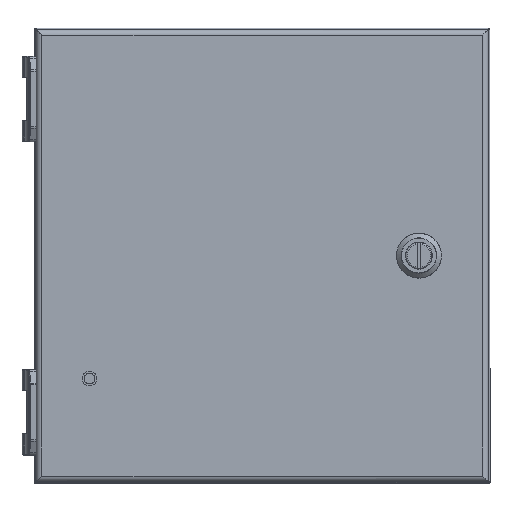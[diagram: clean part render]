
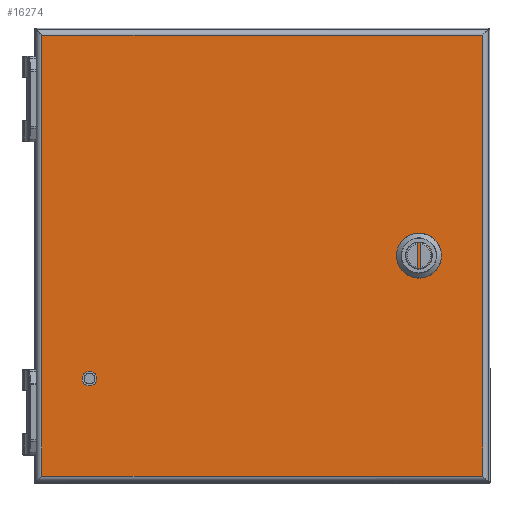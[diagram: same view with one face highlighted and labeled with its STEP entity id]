
A CAD part, top view. The second image highlights one B-rep face of the part: STEP entity #16274.
In plain terms, the highlighted planar face has unit normal (0, 0, 1).
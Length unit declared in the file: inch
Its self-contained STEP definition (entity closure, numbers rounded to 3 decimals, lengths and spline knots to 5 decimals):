
#1878 = VECTOR ( 'NONE', #44305, 39.37008 ) ;
#2406 = ORIENTED_EDGE ( 'NONE', *, *, #48474, .T. ) ;
#7862 = EDGE_LOOP ( 'NONE', ( #31623, #30402, #23306, #2406 ) ) ;
#11436 = VECTOR ( 'NONE', #18459, 39.37008 ) ;
#13210 = FACE_OUTER_BOUND ( 'NONE', #7862, .T. ) ;
#13473 = CARTESIAN_POINT ( 'NONE',  ( 3.87103, 3.87157, 6.18453 ) ) ;
#14201 = DIRECTION ( 'NONE',  ( 1., 0., 0. ) ) ;
#16274 = ADVANCED_FACE ( 'NONE', ( #13210 ), #23564, .T. ) ;
#17903 = CARTESIAN_POINT ( 'NONE',  ( 0., 0., 6.18453 ) ) ;
#18459 = DIRECTION ( 'NONE',  ( 0., 1., 0. ) ) ;
#19520 = CARTESIAN_POINT ( 'NONE',  ( -3.87212, 0., 6.18453 ) ) ;
#20641 = EDGE_CURVE ( 'NONE', #35234, #57206, #35482, .T. ) ;
#22839 = CARTESIAN_POINT ( 'NONE',  ( 3.87103, -3.87157, 6.18453 ) ) ;
#23306 = ORIENTED_EDGE ( 'NONE', *, *, #20641, .T. ) ;
#23564 = PLANE ( 'NONE',  #38421 ) ;
#23668 = LINE ( 'NONE', #65271, #45049 ) ;
#23993 = DIRECTION ( 'NONE',  ( 1., 0., 0. ) ) ;
#24111 = LINE ( 'NONE', #28800, #11436 ) ;
#24639 = LINE ( 'NONE', #43989, #1878 ) ;
#28800 = CARTESIAN_POINT ( 'NONE',  ( 3.87103, 0., 6.18453 ) ) ;
#30239 = CARTESIAN_POINT ( 'NONE',  ( -3.87212, 3.87157, 6.18453 ) ) ;
#30402 = ORIENTED_EDGE ( 'NONE', *, *, #42248, .T. ) ;
#31623 = ORIENTED_EDGE ( 'NONE', *, *, #42019, .T. ) ;
#33543 = CARTESIAN_POINT ( 'NONE',  ( -3.87212, -3.87157, 6.18453 ) ) ;
#33675 = VERTEX_POINT ( 'NONE', #13473 ) ;
#35234 = VERTEX_POINT ( 'NONE', #30239 ) ;
#35482 = LINE ( 'NONE', #19520, #44607 ) ;
#38421 = AXIS2_PLACEMENT_3D ( 'NONE', #17903, #64845, #14201 ) ;
#42019 = EDGE_CURVE ( 'NONE', #47929, #33675, #24111, .T. ) ;
#42248 = EDGE_CURVE ( 'NONE', #33675, #35234, #24639, .T. ) ;
#43989 = CARTESIAN_POINT ( 'NONE',  ( 0., 3.87157, 6.18453 ) ) ;
#44305 = DIRECTION ( 'NONE',  ( -1., 0., 0. ) ) ;
#44607 = VECTOR ( 'NONE', #65153, 39.37008 ) ;
#45049 = VECTOR ( 'NONE', #23993, 39.37008 ) ;
#47929 = VERTEX_POINT ( 'NONE', #22839 ) ;
#48474 = EDGE_CURVE ( 'NONE', #57206, #47929, #23668, .T. ) ;
#57206 = VERTEX_POINT ( 'NONE', #33543 ) ;
#64845 = DIRECTION ( 'NONE',  ( 0., 0., 1. ) ) ;
#65153 = DIRECTION ( 'NONE',  ( 0., -1., 0. ) ) ;
#65271 = CARTESIAN_POINT ( 'NONE',  ( 0., -3.87157, 6.18453 ) ) ;
